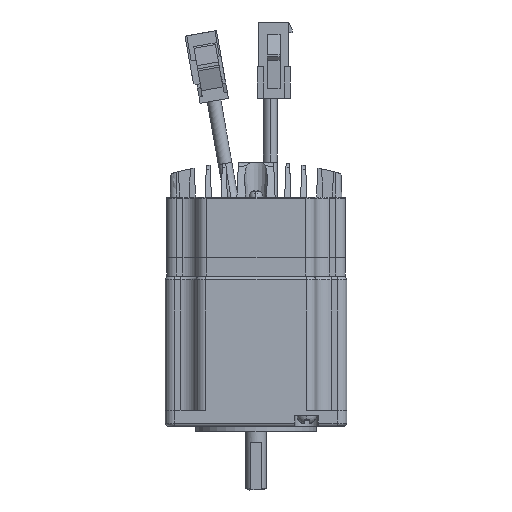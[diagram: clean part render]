
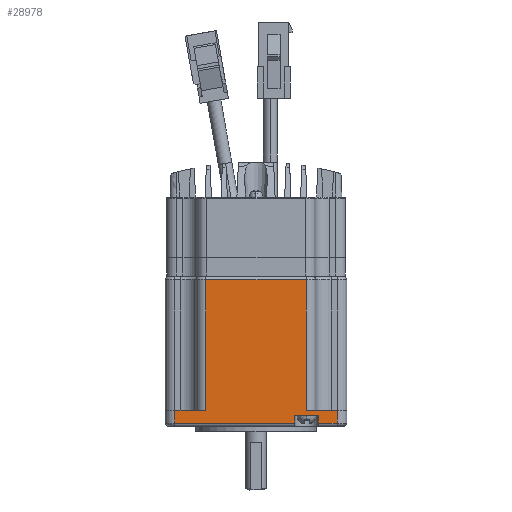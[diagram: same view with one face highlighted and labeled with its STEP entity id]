
A CAD part, front view. The second image highlights one B-rep face of the part: STEP entity #28978.
In plain terms, the highlighted planar face has unit normal (0, -1, 0).
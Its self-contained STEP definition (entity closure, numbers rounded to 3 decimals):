
#4041 = ORIENTED_EDGE ( 'NONE', *, *, #25991, .T. ) ;
#4042 = ORIENTED_EDGE ( 'NONE', *, *, #25989, .F. ) ;
#4043 = ORIENTED_EDGE ( 'NONE', *, *, #26034, .T. ) ;
#4044 = ORIENTED_EDGE ( 'NONE', *, *, #26057, .T. ) ;
#4045 = ORIENTED_EDGE ( 'NONE', *, *, #26065, .T. ) ;
#4046 = ORIENTED_EDGE ( 'NONE', *, *, #26037, .T. ) ;
#4047 = ORIENTED_EDGE ( 'NONE', *, *, #26038, .T. ) ;
#8433 = EDGE_LOOP ( 'NONE', ( #4047, #4046, #4045, #4044, #4043, #4042, #4041, #28504, #28503, #28502, #28501, #28500 ) ) ;
#12351 = VERTEX_POINT ( 'NONE', #19335 ) ;
#12360 = VERTEX_POINT ( 'NONE', #19338 ) ;
#12462 = VERTEX_POINT ( 'NONE', #19385 ) ;
#12477 = VERTEX_POINT ( 'NONE', #19390 ) ;
#12488 = VERTEX_POINT ( 'NONE', #19394 ) ;
#12500 = VERTEX_POINT ( 'NONE', #19400 ) ;
#12503 = VERTEX_POINT ( 'NONE', #19401 ) ;
#12506 = VERTEX_POINT ( 'NONE', #19402 ) ;
#12511 = VERTEX_POINT ( 'NONE', #19404 ) ;
#12517 = VERTEX_POINT ( 'NONE', #19406 ) ;
#12519 = VERTEX_POINT ( 'NONE', #19407 ) ;
#12563 = VERTEX_POINT ( 'NONE', #19422 ) ;
#15886 = LINE ( 'NONE', #20512, #15889 ) ;
#15889 = VECTOR ( 'NONE', #20501, 1000. ) ;
#15890 = LINE ( 'NONE', #20474, #15892 ) ;
#15892 = VECTOR ( 'NONE', #20511, 1000. ) ;
#15965 = LINE ( 'NONE', #20614, #15968 ) ;
#15968 = VECTOR ( 'NONE', #20615, 1000. ) ;
#15969 = LINE ( 'NONE', #20616, #15973 ) ;
#15970 = LINE ( 'NONE', #20627, #15978 ) ;
#15972 = LINE ( 'NONE', #20623, #15975 ) ;
#15973 = VECTOR ( 'NONE', #20622, 1000. ) ;
#15975 = VECTOR ( 'NONE', #20624, 1000. ) ;
#15976 = LINE ( 'NONE', #20625, #15982 ) ;
#15978 = VECTOR ( 'NONE', #20621, 1000. ) ;
#15979 = LINE ( 'NONE', #20626, #15986 ) ;
#15982 = VECTOR ( 'NONE', #20633, 1000. ) ;
#15983 = LINE ( 'NONE', #20639, #15989 ) ;
#15986 = VECTOR ( 'NONE', #20637, 1000. ) ;
#15989 = VECTOR ( 'NONE', #20635, 1000. ) ;
#15990 = LINE ( 'NONE', #20645, #15993 ) ;
#15993 = VECTOR ( 'NONE', #20646, 1000. ) ;
#16004 = LINE ( 'NONE', #20667, #16007 ) ;
#16007 = VECTOR ( 'NONE', #20668, 1000. ) ;
#16016 = LINE ( 'NONE', #20687, #16019 ) ;
#16019 = VECTOR ( 'NONE', #20688, 1000. ) ;
#19335 = CARTESIAN_POINT ( 'NONE',  ( 25.5, -28.5, -83. ) ) ;
#19338 = CARTESIAN_POINT ( 'NONE',  ( -25.5, -28.5, -83. ) ) ;
#19385 = CARTESIAN_POINT ( 'NONE',  ( 25.5, -28.5, -79. ) ) ;
#19390 = CARTESIAN_POINT ( 'NONE',  ( 15.77, -28.5, -79. ) ) ;
#19394 = CARTESIAN_POINT ( 'NONE',  ( -15.77, -28.5, -79. ) ) ;
#19400 = CARTESIAN_POINT ( 'NONE',  ( -25.5, -28.5, -79. ) ) ;
#19401 = CARTESIAN_POINT ( 'NONE',  ( 12.2, -28.5, -83. ) ) ;
#19402 = CARTESIAN_POINT ( 'NONE',  ( 19.6, -28.5, -80.5 ) ) ;
#19404 = CARTESIAN_POINT ( 'NONE',  ( 12.2, -28.5, -80.5 ) ) ;
#19406 = CARTESIAN_POINT ( 'NONE',  ( 19.6, -28.5, -83. ) ) ;
#19407 = CARTESIAN_POINT ( 'NONE',  ( 15.77, -28.5, -38. ) ) ;
#19422 = CARTESIAN_POINT ( 'NONE',  ( -15.77, -28.5, -38. ) ) ;
#20474 = CARTESIAN_POINT ( 'NONE',  ( -15.77, -28.5, -60.5 ) ) ;
#20501 = DIRECTION ( 'NONE',  ( 1., 0., 0. ) ) ;
#20511 = DIRECTION ( 'NONE',  ( 0., 0., -1. ) ) ;
#20512 = CARTESIAN_POINT ( 'NONE',  ( 0., -28.5, -38. ) ) ;
#20614 = CARTESIAN_POINT ( 'NONE',  ( 15.77, -28.5, -60.5 ) ) ;
#20615 = DIRECTION ( 'NONE',  ( 0., 0., 1. ) ) ;
#20616 = CARTESIAN_POINT ( 'NONE',  ( 0., -28.5, -83. ) ) ;
#20621 = DIRECTION ( 'NONE',  ( 1., 0., 0. ) ) ;
#20622 = DIRECTION ( 'NONE',  ( 1., 0., 0. ) ) ;
#20623 = CARTESIAN_POINT ( 'NONE',  ( 19.6, -28.5, -60.5 ) ) ;
#20624 = DIRECTION ( 'NONE',  ( 0., 0., -1. ) ) ;
#20625 = CARTESIAN_POINT ( 'NONE',  ( 12.2, -28.5, -60.5 ) ) ;
#20626 = CARTESIAN_POINT ( 'NONE',  ( 0., -28.5, -83. ) ) ;
#20627 = CARTESIAN_POINT ( 'NONE',  ( 0., -28.5, -80.5 ) ) ;
#20633 = DIRECTION ( 'NONE',  ( 0., 0., 1. ) ) ;
#20635 = DIRECTION ( 'NONE',  ( 0., 0., -1. ) ) ;
#20637 = DIRECTION ( 'NONE',  ( 1., 0., 0. ) ) ;
#20639 = CARTESIAN_POINT ( 'NONE',  ( -25.5, -28.5, -60.5 ) ) ;
#20645 = CARTESIAN_POINT ( 'NONE',  ( 0., -28.5, -79. ) ) ;
#20646 = DIRECTION ( 'NONE',  ( -1., 0., 0. ) ) ;
#20667 = CARTESIAN_POINT ( 'NONE',  ( 0., -28.5, -79. ) ) ;
#20668 = DIRECTION ( 'NONE',  ( -1., 0., 0. ) ) ;
#20687 = CARTESIAN_POINT ( 'NONE',  ( 25.5, -28.5, -60.5 ) ) ;
#20688 = DIRECTION ( 'NONE',  ( 0., 0., 1. ) ) ;
#22978 = FACE_OUTER_BOUND ( 'NONE', #8433, .T. ) ;
#25989 = EDGE_CURVE ( 'NONE', #12563, #12519, #15886, .T. ) ;
#25991 = EDGE_CURVE ( 'NONE', #12563, #12488, #15890, .T. ) ;
#26034 = EDGE_CURVE ( 'NONE', #12477, #12519, #15965, .T. ) ;
#26037 = EDGE_CURVE ( 'NONE', #12517, #12351, #15969, .T. ) ;
#26038 = EDGE_CURVE ( 'NONE', #12506, #12517, #15972, .T. ) ;
#26040 = EDGE_CURVE ( 'NONE', #12511, #12506, #15970, .T. ) ;
#26042 = EDGE_CURVE ( 'NONE', #12503, #12511, #15976, .T. ) ;
#26044 = EDGE_CURVE ( 'NONE', #12360, #12503, #15979, .T. ) ;
#26046 = EDGE_CURVE ( 'NONE', #12500, #12360, #15983, .T. ) ;
#26048 = EDGE_CURVE ( 'NONE', #12488, #12500, #15990, .T. ) ;
#26057 = EDGE_CURVE ( 'NONE', #12462, #12477, #16004, .T. ) ;
#26065 = EDGE_CURVE ( 'NONE', #12351, #12462, #16016, .T. ) ;
#28500 = ORIENTED_EDGE ( 'NONE', *, *, #26040, .T. ) ;
#28501 = ORIENTED_EDGE ( 'NONE', *, *, #26042, .T. ) ;
#28502 = ORIENTED_EDGE ( 'NONE', *, *, #26044, .T. ) ;
#28503 = ORIENTED_EDGE ( 'NONE', *, *, #26046, .T. ) ;
#28504 = ORIENTED_EDGE ( 'NONE', *, *, #26048, .T. ) ;
#28978 = ADVANCED_FACE ( 'NONE', ( #22978 ), #31209, .T. ) ;
#31204 = CARTESIAN_POINT ( 'NONE',  ( 28.5, -28.5, -37. ) ) ;
#31209 = PLANE ( 'NONE',  #32111 ) ;
#31212 = DIRECTION ( 'NONE',  ( 0., -1., 0. ) ) ;
#31213 = DIRECTION ( 'NONE',  ( -1., 0., 0. ) ) ;
#32111 = AXIS2_PLACEMENT_3D ( 'NONE', #31204, #31212, #31213 ) ;
